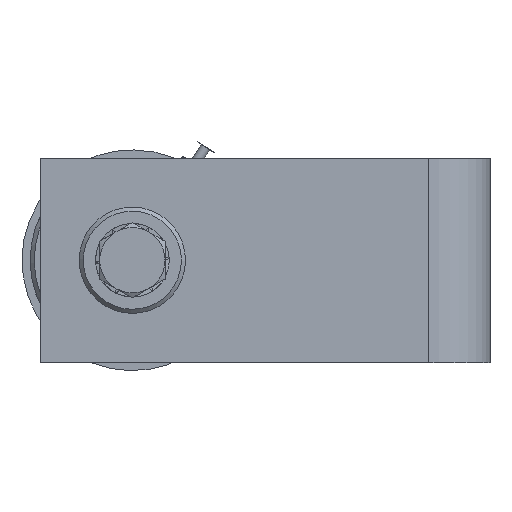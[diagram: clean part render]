
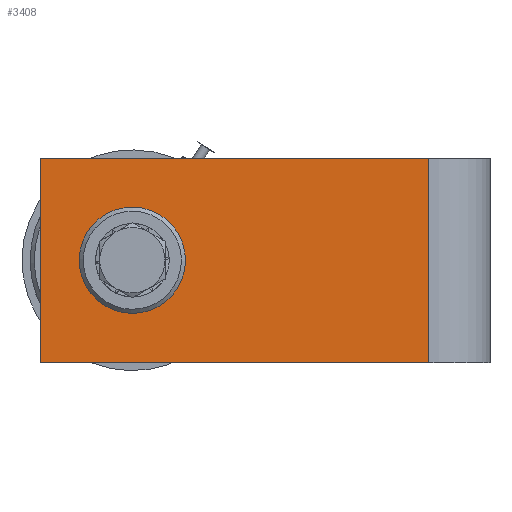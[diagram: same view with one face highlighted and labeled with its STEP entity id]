
A CAD part, front view. The second image highlights one B-rep face of the part: STEP entity #3408.
In plain terms, the highlighted planar face has unit normal (0, -1, 0).
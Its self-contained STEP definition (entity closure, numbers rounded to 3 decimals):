
#309=FACE_BOUND('',#760,.T.);
#345=CIRCLE('',#3873,5.5);
#347=CIRCLE('',#3877,5.5);
#555=FACE_OUTER_BOUND('',#759,.T.);
#759=EDGE_LOOP('',(#2300,#2301,#2302,#2303));
#760=EDGE_LOOP('',(#2304,#2305,#2306,#2307));
#991=LINE('',#5607,#1186);
#995=LINE('',#5619,#1190);
#1002=LINE('',#5644,#1197);
#1004=LINE('',#5650,#1199);
#1009=LINE('',#5659,#1204);
#1010=LINE('',#5660,#1205);
#1186=VECTOR('',#4409,10.);
#1190=VECTOR('',#4421,10.);
#1197=VECTOR('',#4446,10.);
#1199=VECTOR('',#4452,10.);
#1204=VECTOR('',#4459,10.);
#1205=VECTOR('',#4460,10.);
#1381=VERTEX_POINT('',#5604);
#1382=VERTEX_POINT('',#5606);
#1384=VERTEX_POINT('',#5612);
#1386=VERTEX_POINT('',#5618);
#1394=VERTEX_POINT('',#5641);
#1395=VERTEX_POINT('',#5643);
#1397=VERTEX_POINT('',#5649);
#1400=VERTEX_POINT('',#5658);
#1728=EDGE_CURVE('',#1382,#1381,#991,.T.);
#1731=EDGE_CURVE('',#1384,#1382,#345,.T.);
#1734=EDGE_CURVE('',#1386,#1384,#995,.T.);
#1737=EDGE_CURVE('',#1381,#1386,#347,.T.);
#1746=EDGE_CURVE('',#1394,#1395,#1002,.T.);
#1749=EDGE_CURVE('',#1397,#1395,#1004,.T.);
#1754=EDGE_CURVE('',#1394,#1400,#1009,.T.);
#1755=EDGE_CURVE('',#1397,#1400,#1010,.T.);
#2300=ORIENTED_EDGE('',*,*,#1746,.F.);
#2301=ORIENTED_EDGE('',*,*,#1754,.T.);
#2302=ORIENTED_EDGE('',*,*,#1755,.F.);
#2303=ORIENTED_EDGE('',*,*,#1749,.T.);
#2304=ORIENTED_EDGE('',*,*,#1734,.T.);
#2305=ORIENTED_EDGE('',*,*,#1731,.T.);
#2306=ORIENTED_EDGE('',*,*,#1728,.T.);
#2307=ORIENTED_EDGE('',*,*,#1737,.T.);
#3288=PLANE('',#3886);
#3408=ADVANCED_FACE('',(#555,#309),#3288,.T.);
#3873=AXIS2_PLACEMENT_3D('',#5613,#4415,#4416);
#3877=AXIS2_PLACEMENT_3D('',#5623,#4427,#4428);
#3886=AXIS2_PLACEMENT_3D('',#5657,#4457,#4458);
#4409=DIRECTION('',(0.,0.,-1.));
#4415=DIRECTION('center_axis',(0.,1.,0.));
#4416=DIRECTION('ref_axis',(1.,0.,0.));
#4421=DIRECTION('',(0.,0.,1.));
#4427=DIRECTION('center_axis',(0.,1.,0.));
#4428=DIRECTION('ref_axis',(-1.,0.,0.));
#4446=DIRECTION('',(0.,0.,-1.));
#4452=DIRECTION('',(1.,0.,0.));
#4457=DIRECTION('center_axis',(0.,-1.,0.));
#4458=DIRECTION('ref_axis',(0.,0.,-1.));
#4459=DIRECTION('',(-1.,0.,0.));
#4460=DIRECTION('',(0.,0.,1.));
#5604=CARTESIAN_POINT('',(-35.525,-0.514,18.));
#5606=CARTESIAN_POINT('',(-35.525,-0.514,32.));
#5607=CARTESIAN_POINT('',(-35.525,-0.514,9.));
#5612=CARTESIAN_POINT('',(-46.525,-0.514,32.));
#5613=CARTESIAN_POINT('Origin',(-41.025,-0.514,32.));
#5618=CARTESIAN_POINT('',(-46.525,-0.514,18.));
#5619=CARTESIAN_POINT('',(-46.525,-0.514,16.));
#5623=CARTESIAN_POINT('Origin',(-41.025,-0.514,18.));
#5641=CARTESIAN_POINT('',(31.475,-0.514,50.));
#5643=CARTESIAN_POINT('',(31.475,-0.514,0.));
#5644=CARTESIAN_POINT('',(31.475,-0.514,0.));
#5649=CARTESIAN_POINT('',(-63.525,-0.514,0.));
#5650=CARTESIAN_POINT('',(-63.525,-0.514,0.));
#5657=CARTESIAN_POINT('Origin',(46.475,-0.514,0.));
#5658=CARTESIAN_POINT('',(-63.525,-0.514,50.));
#5659=CARTESIAN_POINT('',(-63.525,-0.514,50.));
#5660=CARTESIAN_POINT('',(-63.525,-0.514,0.));
